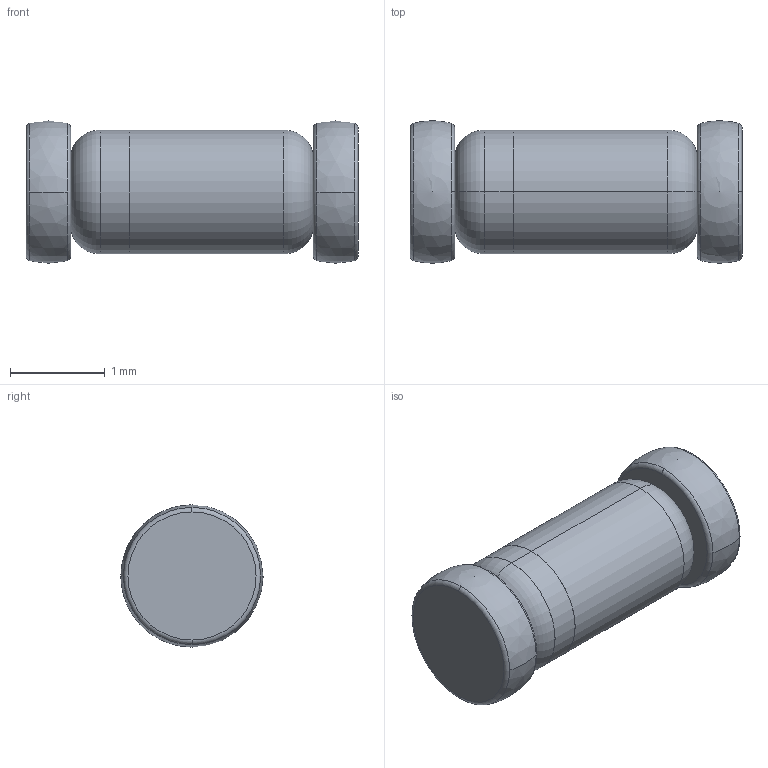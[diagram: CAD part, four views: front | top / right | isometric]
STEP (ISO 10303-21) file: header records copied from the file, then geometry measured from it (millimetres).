
FILE_DESCRIPTION (( 'STEP AP214' ), '1' );
FILE_NAME ('SOD-80.STEP', '2021-04-29T02:16:02', ( 'Lukyanov A' ), ( '' ), 'SwSTEP 2.0', 'SolidWorks 2015', '' );
FILE_SCHEMA (( 'AUTOMOTIVE_DESIGN' ));
Length unit declared in the file: millimetre
Products named in the file (1): SOD-80
Bounding box: 3.5 x 1.5 x 1.5 mm (x, y, z)
Volume: 4.9 mm3; surface area: 21.1 mm2
Topology: 1 solids, 1 shells, 26 faces, 68 edges, 44 vertices
Faces by surface type: torus 12, plane 6, sphere 4, cylinder 4
Entity records: 904 total; most frequent: DIRECTION 166, CARTESIAN_POINT 123, ORIENTED_EDGE 116, AXIS2_PLACEMENT_3D 81, EDGE_CURVE 58, CIRCLE 54, VERTEX_POINT 38, EDGE_LOOP 30
